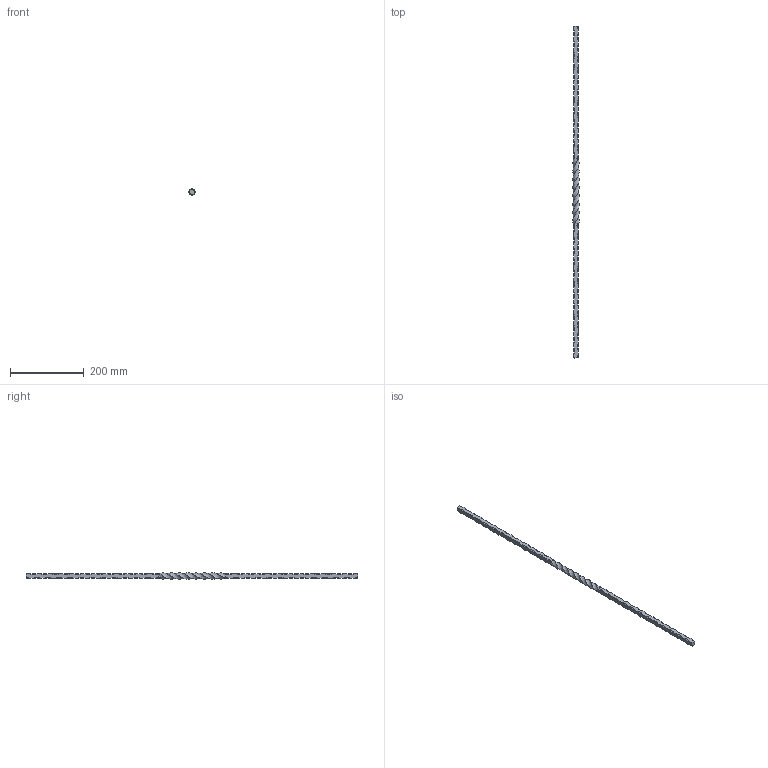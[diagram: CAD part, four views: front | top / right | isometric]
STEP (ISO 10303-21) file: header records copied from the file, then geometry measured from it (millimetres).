
FILE_DESCRIPTION (( 'STEP AP203' ), '1' );
FILE_NAME ('1113.STEP', '2023-05-23T13:36:30', ( '' ), ( '' ), 'SwSTEP 2.0', 'SolidWorks 2018', '' );
FILE_SCHEMA (( 'CONFIG_CONTROL_DESIGN' ));
Length unit declared in the file: millimetre
Products named in the file (1): 1113
Bounding box: 17 x 900 x 17.02 mm (x, y, z)
Volume: 124371.5 mm3; surface area: 42435.8 mm2
Topology: 1 solids, 1 shells, 313 faces, 1061 edges, 574 vertices
Faces by surface type: plane 123, torus 104, bspline 86
Entity records: 14062 total; most frequent: CARTESIAN_POINT 6372, ORIENTED_EDGE 1738, DIRECTION 1355, EDGE_CURVE 869, VERTEX_POINT 574, LINE 485, VECTOR 485, AXIS2_PLACEMENT_3D 435
